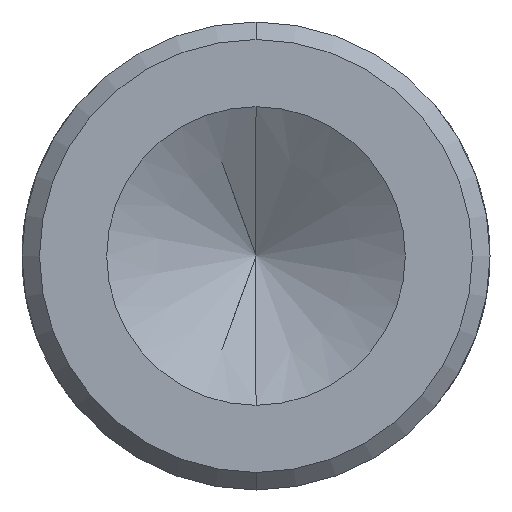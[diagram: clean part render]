
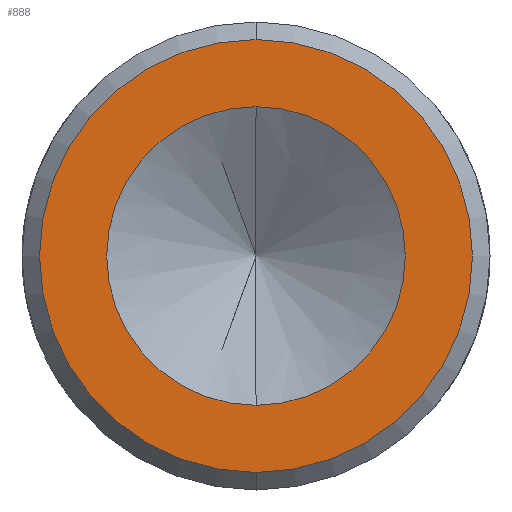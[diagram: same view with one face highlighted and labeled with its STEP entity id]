
A CAD part, front view. The second image highlights one B-rep face of the part: STEP entity #888.
In plain terms, the highlighted planar face has unit normal (0, -1, 0).
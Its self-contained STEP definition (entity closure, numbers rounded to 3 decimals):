
#15 = CARTESIAN_POINT ( 'NONE',  ( 0., 0., 0. ) ) ;
#31 = CARTESIAN_POINT ( 'NONE',  ( 0., 0., -2.553 ) ) ;
#63 = AXIS2_PLACEMENT_3D ( 'NONE', #1046, #166, #1032 ) ;
#118 = EDGE_LOOP ( 'NONE', ( #1143, #539 ) ) ;
#134 = CIRCLE ( 'NONE', #1104, 3.7 ) ;
#144 = AXIS2_PLACEMENT_3D ( 'NONE', #15, #432, #511 ) ;
#166 = DIRECTION ( 'NONE',  ( 0., -1., 0. ) ) ;
#220 = EDGE_CURVE ( 'NONE', #779, #428, #352, .T. ) ;
#224 = CARTESIAN_POINT ( 'NONE',  ( 0., 0., -3.7 ) ) ;
#244 = FACE_BOUND ( 'NONE', #911, .T. ) ;
#300 = ORIENTED_EDGE ( 'NONE', *, *, #220, .F. ) ;
#352 = CIRCLE ( 'NONE', #144, 2.553 ) ;
#360 = DIRECTION ( 'NONE',  ( 0., -1., 0. ) ) ;
#428 = VERTEX_POINT ( 'NONE', #472 ) ;
#432 = DIRECTION ( 'NONE',  ( 0., -1., 0. ) ) ;
#472 = CARTESIAN_POINT ( 'NONE',  ( 0., 0., 2.553 ) ) ;
#477 = ORIENTED_EDGE ( 'NONE', *, *, #1137, .F. ) ;
#503 = CIRCLE ( 'NONE', #1204, 3.7 ) ;
#511 = DIRECTION ( 'NONE',  ( 0., 0., -1. ) ) ;
#539 = ORIENTED_EDGE ( 'NONE', *, *, #1217, .T. ) ;
#547 = DIRECTION ( 'NONE',  ( 0., 0., -1. ) ) ;
#664 = CARTESIAN_POINT ( 'NONE',  ( 0., 0., 0. ) ) ;
#673 = CARTESIAN_POINT ( 'NONE',  ( 0., 0., 0. ) ) ;
#677 = CARTESIAN_POINT ( 'NONE',  ( 0., 0., 0. ) ) ;
#753 = CARTESIAN_POINT ( 'NONE',  ( 0., 0., 3.7 ) ) ;
#775 = DIRECTION ( 'NONE',  ( 0., -1., 0. ) ) ;
#779 = VERTEX_POINT ( 'NONE', #31 ) ;
#871 = DIRECTION ( 'NONE',  ( 0., 0., -1. ) ) ;
#877 = DIRECTION ( 'NONE',  ( 0., -1., 0. ) ) ;
#888 = ADVANCED_FACE ( 'NONE', ( #895, #244 ), #1153, .T. ) ;
#895 = FACE_OUTER_BOUND ( 'NONE', #118, .T. ) ;
#901 = AXIS2_PLACEMENT_3D ( 'NONE', #673, #775, #959 ) ;
#905 = EDGE_CURVE ( 'NONE', #1195, #1055, #134, .T. ) ;
#911 = EDGE_LOOP ( 'NONE', ( #300, #477 ) ) ;
#959 = DIRECTION ( 'NONE',  ( 0., 0., -1. ) ) ;
#1032 = DIRECTION ( 'NONE',  ( 0., 0., -1. ) ) ;
#1046 = CARTESIAN_POINT ( 'NONE',  ( 0., 0., 0. ) ) ;
#1055 = VERTEX_POINT ( 'NONE', #224 ) ;
#1104 = AXIS2_PLACEMENT_3D ( 'NONE', #677, #877, #871 ) ;
#1137 = EDGE_CURVE ( 'NONE', #428, #779, #1138, .T. ) ;
#1138 = CIRCLE ( 'NONE', #63, 2.553 ) ;
#1143 = ORIENTED_EDGE ( 'NONE', *, *, #905, .T. ) ;
#1153 = PLANE ( 'NONE',  #901 ) ;
#1195 = VERTEX_POINT ( 'NONE', #753 ) ;
#1204 = AXIS2_PLACEMENT_3D ( 'NONE', #664, #360, #547 ) ;
#1217 = EDGE_CURVE ( 'NONE', #1055, #1195, #503, .T. ) ;
